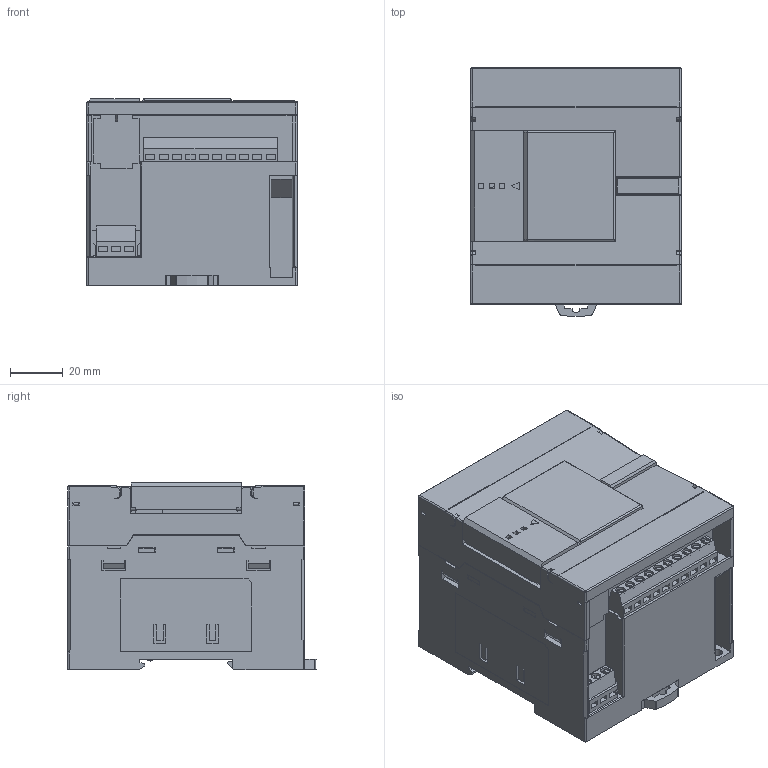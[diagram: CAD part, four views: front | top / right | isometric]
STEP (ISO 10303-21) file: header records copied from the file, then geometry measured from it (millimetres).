
FILE_DESCRIPTION (( 'STEP AP214' ), '1' );
FILE_NAME ('OUTSIDE-FC5A-C1#R2#.STEP', '2013-02-04T10:48:34', ( 'IDEC' ), ( '' ), 'SwSTEP 2.0', 'SolidWorks 2012', '' );
FILE_SCHEMA (( 'AUTOMOTIVE_DESIGN' ));
Length unit declared in the file: millimetre
Products named in the file (4): OUTSIDE-FC4A-BR-PORT-COVER1; OUTSIDE-FC4A-BR-DIN-RAIL-HOOK1; OUTSIDE-FC5A-C1#R2#
Assembly tree (3 placements, depth 2):
  OUTSIDE-FC5A-C1#R2#
    OUTSIDE-FC5A-C1#R2#
    OUTSIDE-FC4A-BR-DIN-RAIL-HOOK1
    OUTSIDE-FC4A-BR-PORT-COVER1
Bounding box: 80 x 94.44 x 71.2 mm (x, y, z)
Volume: 440847.1 mm3; surface area: 68476.8 mm2
Topology: 3 solids, 3 shells, 1284 faces, 3368 edges, 2206 vertices
Faces by surface type: plane 1018, cylinder 246, bspline 20
Entity records: 39559 total; most frequent: CARTESIAN_POINT 7444, ORIENTED_EDGE 6720, DIRECTION 6385, EDGE_CURVE 3360, LINE 2747, VECTOR 2747, VERTEX_POINT 2206, AXIS2_PLACEMENT_3D 1819
